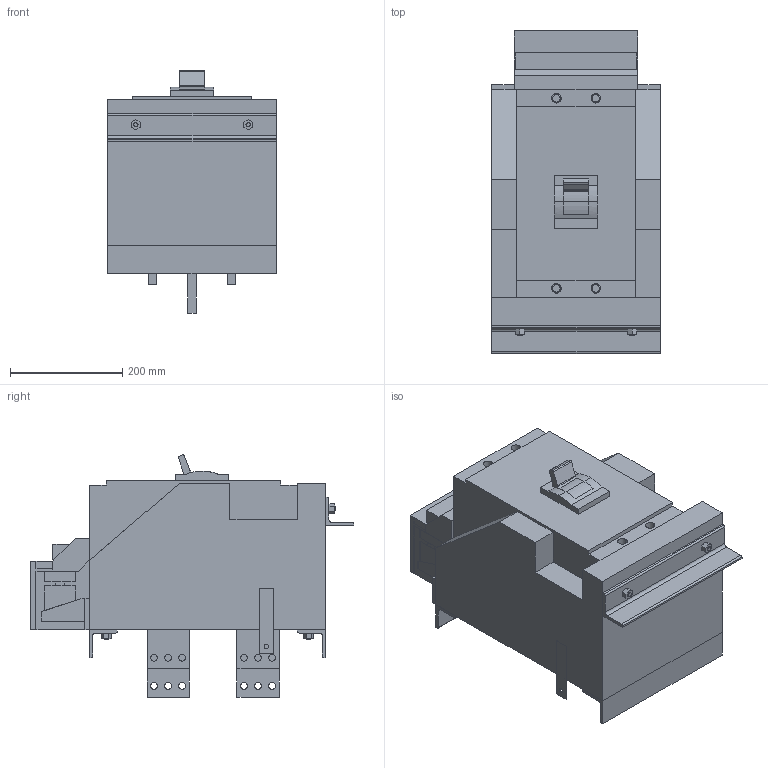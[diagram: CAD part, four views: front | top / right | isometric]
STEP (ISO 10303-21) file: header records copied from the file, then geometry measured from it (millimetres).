
FILE_DESCRIPTION(('CoCreate Modeling STEP Export'),'2;1');
FILE_NAME('ＸＳ１６００ＮＤ３Ｄ.stp','2016-03-30T 9:39:39',(''),(''),'CoCreate Modeling STEP processor for AP214 (Solid Model)','CoCreate Modeling 17.0 01-Apr-2010 (C) Parametric Technology GmbH','');
FILE_SCHEMA(('AUTOMOTIVE_DESIGN { 1 0 10303 214 1 1 1 1 }'));
Length unit declared in the file: millimetre
Products named in the file (17): P4; P3.2; P2; P3; P4.2; P6.5; P4.1; P4.3; P3.1; P9.1; P1; P6.1; P7; P8.1; P5; P5.3; ＸＳ１６００ＮＤ３Ｄ
Assembly tree (29 placements, depth 2):
  ＸＳ１６００ＮＤ３Ｄ
    P5  x4
    P5.3  x2
    P8.1  x2
    P6.5  x2
    P7  x4
    P6.1  x4
    P1
    P9.1  x2
    P3.1
    P4.3
    P4.1
    P4.2
    P3
    P2
    P3.2
    P4
Bounding box: 300 x 575 x 430.76 mm (x, y, z)
Volume: 36494672.5 mm3; surface area: 1415363.2 mm2
Topology: 29 solids, 29 shells, 439 faces, 1054 edges, 694 vertices
Faces by surface type: plane 291, cylinder 140, torus 8
Entity records: 9440 total; most frequent: ORIENTED_EDGE 1544, CARTESIAN_POINT 1473, DIRECTION 1371, EDGE_CURVE 772, VECTOR 563, LINE 563, VERTEX_POINT 506, AXIS2_PLACEMENT_3D 404
